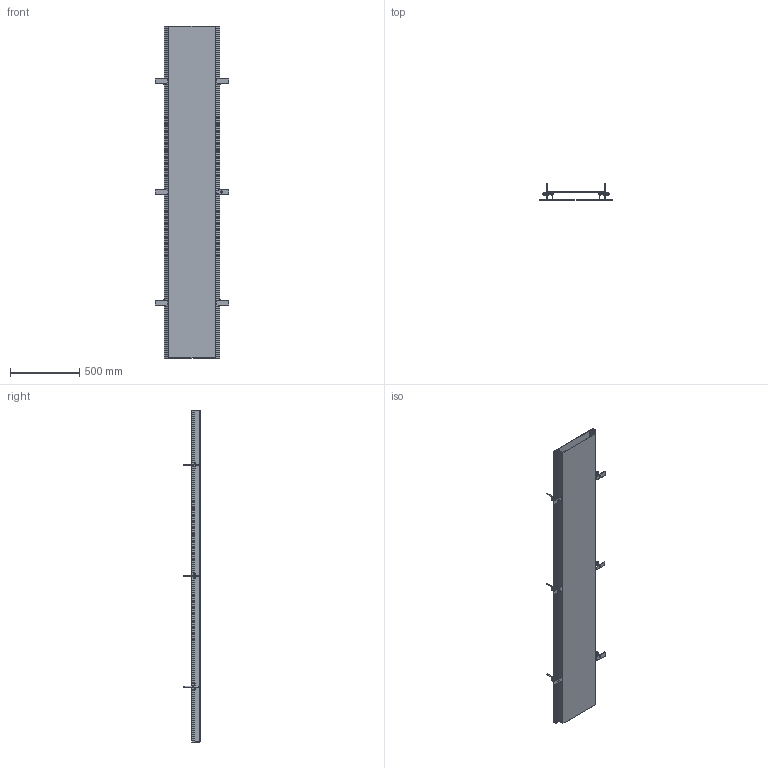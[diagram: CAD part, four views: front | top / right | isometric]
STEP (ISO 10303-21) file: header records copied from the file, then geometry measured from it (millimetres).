
FILE_DESCRIPTION (( 'STEP AP214' ), '1' );
FILE_NAME ('7424006_KSTP1.stp', '2017-09-11T08:26:33', ( '' ), ( '' ), 'SwSTEP 2.0', 'SolidWorks 2016', '' );
FILE_SCHEMA (( 'AUTOMOTIVE_DESIGN' ));
Length unit declared in the file: millimetre
Products named in the file (11): 7424006_KSTP1; 108251_110 mm l„nge; 001134_Standard; 001133_Standard; 001132_Standard; 001131_Standard; 42955A_Standard; 42945F_Standard; 32812b_Standard; 43423G_Standard; 43928B_Standard
Assembly tree (40 placements, depth 2):
  7424006_KSTP1
    43928B_Standard
    43423G_Standard  x2
    32812b_Standard  x2
    42945F_Standard  x3
    42955A_Standard  x3
    001131_Standard  x6
    001132_Standard  x6
    001133_Standard  x6
    001134_Standard  x5
    108251_110 mm l„nge  x6
Bounding box: 527.9 x 118 x 2400 mm (x, y, z)
Volume: 6275569.7 mm3; surface area: 5997175.6 mm2
Topology: 40 solids, 40 shells, 964 faces, 2499 edges, 1630 vertices
Faces by surface type: plane 843, cylinder 104, cone 17
Entity records: 9197 total; most frequent: CARTESIAN_POINT 1448, ORIENTED_EDGE 1376, DIRECTION 1371, EDGE_CURVE 688, VECTOR 613, LINE 613, VERTEX_POINT 448, AXIS2_PLACEMENT_3D 379
